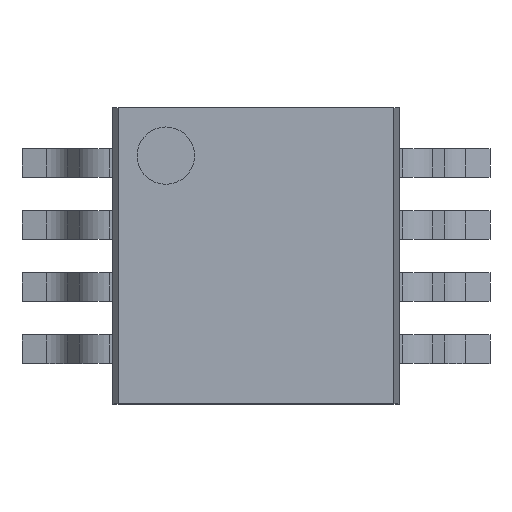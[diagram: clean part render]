
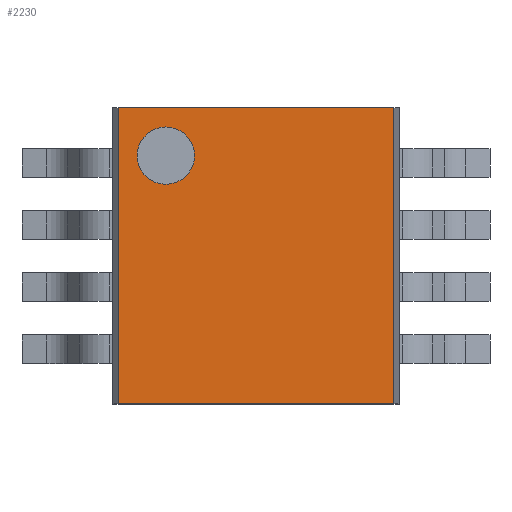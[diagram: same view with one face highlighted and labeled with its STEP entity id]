
A CAD part, top view. The second image highlights one B-rep face of the part: STEP entity #2230.
In plain terms, the highlighted planar face has unit normal (0, 0, 1).
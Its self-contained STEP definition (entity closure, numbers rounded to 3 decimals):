
#15=FACE_BOUND('',#286,.T.);
#47=CIRCLE('',#2380,0.3);
#155=FACE_OUTER_BOUND('',#285,.T.);
#285=EDGE_LOOP('',(#1548,#1549,#1550,#1551));
#286=EDGE_LOOP('',(#1552));
#436=LINE('',#3298,#696);
#438=LINE('',#3302,#698);
#439=LINE('',#3304,#699);
#440=LINE('',#3305,#700);
#696=VECTOR('',#2638,3.1);
#698=VECTOR('',#2642,2.889);
#699=VECTOR('',#2643,3.1);
#700=VECTOR('',#2644,2.889);
#950=VERTEX_POINT('',#3295);
#951=VERTEX_POINT('',#3297);
#952=VERTEX_POINT('',#3301);
#953=VERTEX_POINT('',#3303);
#954=VERTEX_POINT('',#3306);
#1182=EDGE_CURVE('',#950,#951,#436,.T.);
#1184=EDGE_CURVE('',#950,#952,#438,.T.);
#1185=EDGE_CURVE('',#952,#953,#439,.T.);
#1186=EDGE_CURVE('',#953,#951,#440,.T.);
#1187=EDGE_CURVE('',#954,#954,#47,.T.);
#1548=ORIENTED_EDGE('',*,*,#1184,.T.);
#1549=ORIENTED_EDGE('',*,*,#1185,.T.);
#1550=ORIENTED_EDGE('',*,*,#1186,.T.);
#1551=ORIENTED_EDGE('',*,*,#1182,.F.);
#1552=ORIENTED_EDGE('',*,*,#1187,.T.);
#2129=PLANE('',#2379);
#2230=ADVANCED_FACE('',(#155,#15),#2129,.T.);
#2379=AXIS2_PLACEMENT_3D('',#3300,#2640,#2641);
#2380=AXIS2_PLACEMENT_3D('',#3307,#2645,#2646);
#2638=DIRECTION('',(0.,1.,0.));
#2640=DIRECTION('center_axis',(0.,0.,1.));
#2641=DIRECTION('ref_axis',(1.,0.,0.));
#2642=DIRECTION('',(1.,0.,0.));
#2643=DIRECTION('',(0.,1.,0.));
#2644=DIRECTION('',(-1.,0.,0.));
#2645=DIRECTION('center_axis',(0.,0.,-1.));
#2646=DIRECTION('ref_axis',(-1.,0.,0.));
#3295=CARTESIAN_POINT('',(-1.444,-1.55,1.1));
#3297=CARTESIAN_POINT('',(-1.444,1.55,1.1));
#3298=CARTESIAN_POINT('',(-1.444,-1.55,1.1));
#3300=CARTESIAN_POINT('Origin',(1.444,-1.55,1.1));
#3301=CARTESIAN_POINT('',(1.444,-1.55,1.1));
#3302=CARTESIAN_POINT('',(0.722,-1.55,1.1));
#3303=CARTESIAN_POINT('',(1.444,1.55,1.1));
#3304=CARTESIAN_POINT('',(1.444,-1.55,1.1));
#3305=CARTESIAN_POINT('',(-1.444,1.55,1.1));
#3306=CARTESIAN_POINT('',(-1.244,1.05,1.1));
#3307=CARTESIAN_POINT('Origin',(-0.944,1.05,1.1));
